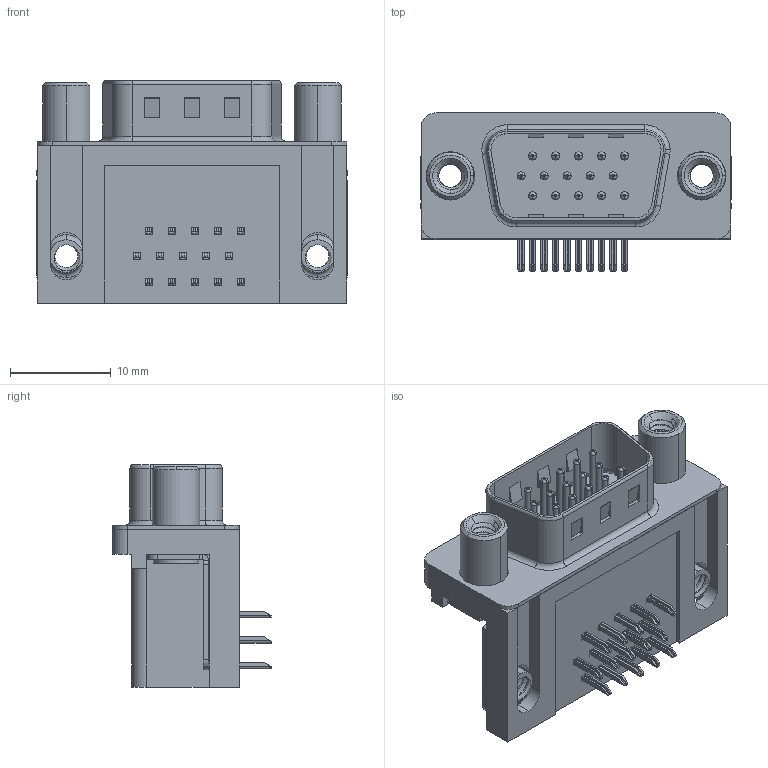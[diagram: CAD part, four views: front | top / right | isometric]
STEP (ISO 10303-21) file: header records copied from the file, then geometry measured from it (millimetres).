
FILE_DESCRIPTION (( 'STEP AP203' ), '1' );
FILE_NAME ('633-015-263-050.STEP', '2018-11-08T19:34:10', ( '' ), ( '' ), 'SwSTEP 2.0', 'SolidWorks 2016', '' );
FILE_SCHEMA (( 'CONFIG_CONTROL_DESIGN' ));
Length unit declared in the file: millimetre
Products named in the file (8): 633 Shell_15 Contact; 633 Contact Bottom; 633 Contact Middle; 633 Contact Top; 633 4-40 Threaded Board Mount; 633 Round Threaded Standoff; 633-015-263-050; 633 Housing_15 Contact
Assembly tree (21 placements, depth 2):
  633-015-263-050
    633 Housing_15 Contact
    633 Shell_15 Contact
    633 Contact Bottom  x5
    633 Contact Middle  x5
    633 Contact Top  x5
    633 4-40 Threaded Board Mount  x2
    633 Round Threaded Standoff  x2
Bounding box: 30.89 x 15.73 x 22.1 mm (x, y, z)
Volume: 4175.4 mm3; surface area: 5704.2 mm2
Topology: 21 solids, 21 shells, 1467 faces, 3665 edges, 2277 vertices
Faces by surface type: plane 853, cylinder 463, torus 117, bspline 22, cone 12
Entity records: 21842 total; most frequent: CARTESIAN_POINT 6435, DIRECTION 2999, ORIENTED_EDGE 2924, EDGE_CURVE 1462, AXIS2_PLACEMENT_3D 1034, LINE 931, VERTEX_POINT 931, VECTOR 931
